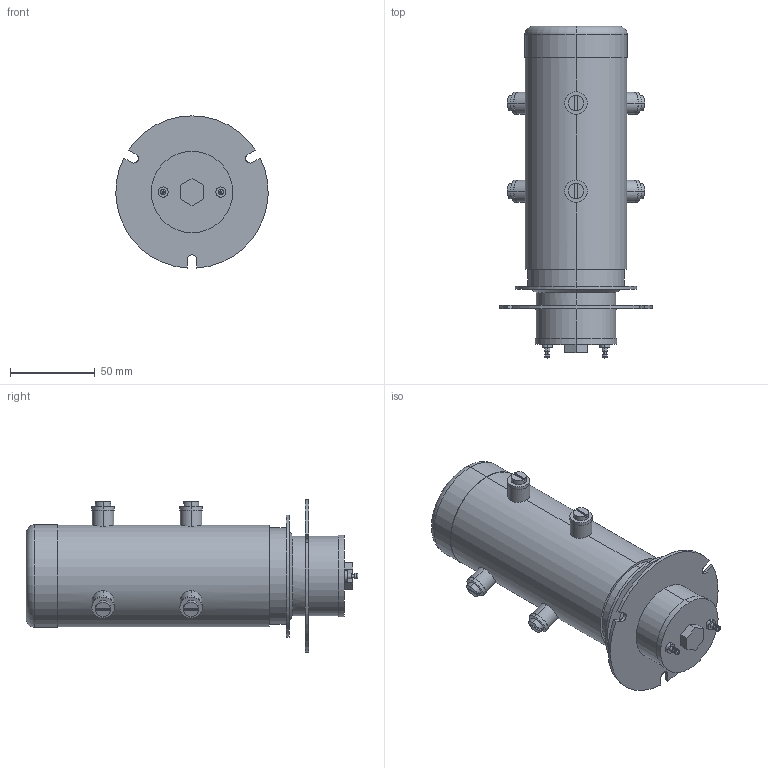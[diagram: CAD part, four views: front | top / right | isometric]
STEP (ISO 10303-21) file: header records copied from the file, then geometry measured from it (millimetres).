
FILE_DESCRIPTION (( 'STEP AP214' ), '1' );
FILE_NAME ('G53WF_TEST2.STEP', '2015-11-20T22:42:28', ( 'Temp' ), ( '' ), 'SwSTEP 2.0', 'SolidWorks 2014', '' );
FILE_SCHEMA (( 'AUTOMOTIVE_DESIGN' ));
Length unit declared in the file: millimetre
Products named in the file (1): G53WF_TEST2
Bounding box: 89.96 x 196 x 89.92 mm (x, y, z)
Volume: 513770.7 mm3; surface area: 57222 mm2
Topology: 1 solids, 7 shells, 177 faces, 385 edges, 254 vertices
Faces by surface type: cylinder 91, plane 78, torus 6, cone 2
Entity records: 6059 total; most frequent: CARTESIAN_POINT 1797, DIRECTION 893, ORIENTED_EDGE 770, EDGE_CURVE 385, AXIS2_PLACEMENT_3D 360, VERTEX_POINT 254, EDGE_LOOP 209, CIRCLE 182
